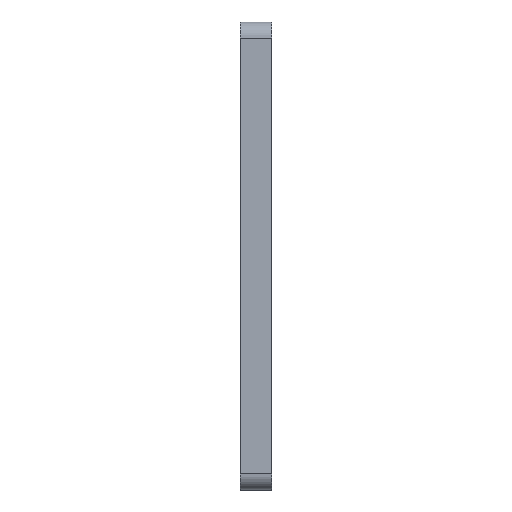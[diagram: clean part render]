
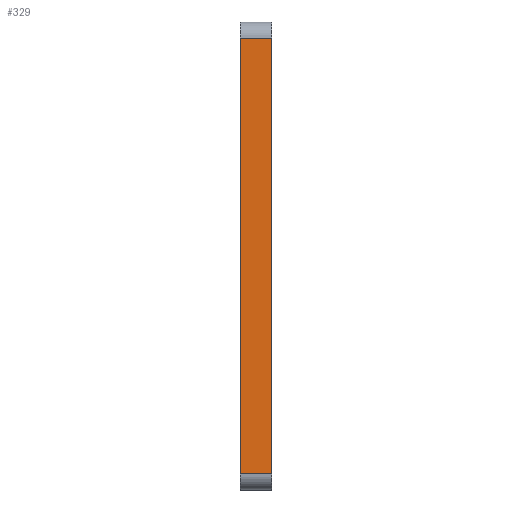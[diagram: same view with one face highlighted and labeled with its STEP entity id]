
A CAD part, left-side view. The second image highlights one B-rep face of the part: STEP entity #329.
In plain terms, the highlighted planar face has unit normal (-1, 0, 0).
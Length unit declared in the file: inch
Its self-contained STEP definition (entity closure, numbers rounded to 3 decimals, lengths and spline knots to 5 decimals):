
#10 = ORIENTED_EDGE ( 'NONE', *, *, #610, .T. ) ;
#28 = FACE_OUTER_BOUND ( 'NONE', #327, .T. ) ;
#92 = ORIENTED_EDGE ( 'NONE', *, *, #107, .T. ) ;
#105 = CARTESIAN_POINT ( 'NONE',  ( 0., 0., -2.8 ) ) ;
#107 = EDGE_CURVE ( 'NONE', #1194, #502, #1345, .T. ) ;
#120 = CARTESIAN_POINT ( 'NONE',  ( 0., 0.19685, 0. ) ) ;
#186 = DIRECTION ( 'NONE',  ( 0., -1., 0. ) ) ;
#209 = ORIENTED_EDGE ( 'NONE', *, *, #730, .F. ) ;
#219 = LINE ( 'NONE', #911, #1338 ) ;
#318 = LINE ( 'NONE', #1506, #809 ) ;
#327 = EDGE_LOOP ( 'NONE', ( #10, #92, #209, #1348 ) ) ;
#329 = ADVANCED_FACE ( 'NONE', ( #28 ), #814, .F. ) ;
#344 = VECTOR ( 'NONE', #805, 39.37008 ) ;
#391 = DIRECTION ( 'NONE',  ( 1., 0., 0. ) ) ;
#502 = VERTEX_POINT ( 'NONE', #1351 ) ;
#590 = VERTEX_POINT ( 'NONE', #1478 ) ;
#594 = DIRECTION ( 'NONE',  ( 0., 0., 1. ) ) ;
#610 = EDGE_CURVE ( 'NONE', #850, #1194, #318, .T. ) ;
#700 = EDGE_CURVE ( 'NONE', #590, #850, #219, .T. ) ;
#730 = EDGE_CURVE ( 'NONE', #590, #502, #822, .T. ) ;
#785 = CARTESIAN_POINT ( 'NONE',  ( 0., 0., -0.1 ) ) ;
#805 = DIRECTION ( 'NONE',  ( 0., 1., 0. ) ) ;
#809 = VECTOR ( 'NONE', #1277, 39.37008 ) ;
#814 = PLANE ( 'NONE',  #1324 ) ;
#822 = LINE ( 'NONE', #942, #992 ) ;
#850 = VERTEX_POINT ( 'NONE', #105 ) ;
#911 = CARTESIAN_POINT ( 'NONE',  ( 0., 0.19685, -2.8 ) ) ;
#942 = CARTESIAN_POINT ( 'NONE',  ( 0., 0.19685, 0. ) ) ;
#992 = VECTOR ( 'NONE', #594, 39.37008 ) ;
#1194 = VERTEX_POINT ( 'NONE', #785 ) ;
#1277 = DIRECTION ( 'NONE',  ( 0., 0., 1. ) ) ;
#1324 = AXIS2_PLACEMENT_3D ( 'NONE', #120, #391, #1346 ) ;
#1338 = VECTOR ( 'NONE', #186, 39.37008 ) ;
#1345 = LINE ( 'NONE', #1514, #344 ) ;
#1346 = DIRECTION ( 'NONE',  ( 0., 0., -1. ) ) ;
#1348 = ORIENTED_EDGE ( 'NONE', *, *, #700, .T. ) ;
#1351 = CARTESIAN_POINT ( 'NONE',  ( 0., 0.19685, -0.1 ) ) ;
#1478 = CARTESIAN_POINT ( 'NONE',  ( 0., 0.19685, -2.8 ) ) ;
#1506 = CARTESIAN_POINT ( 'NONE',  ( 0., 0., 0. ) ) ;
#1514 = CARTESIAN_POINT ( 'NONE',  ( 0., 0.19685, -0.1 ) ) ;
